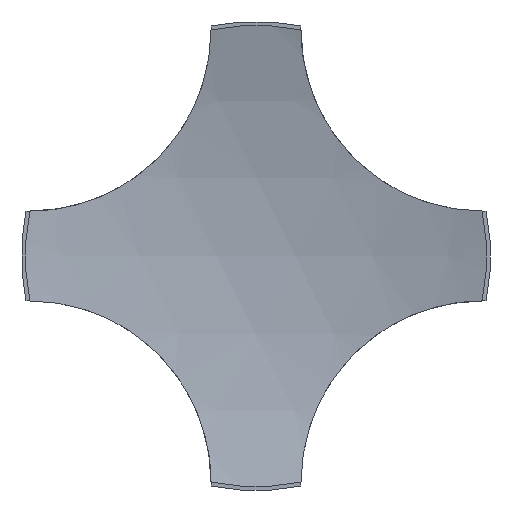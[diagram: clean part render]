
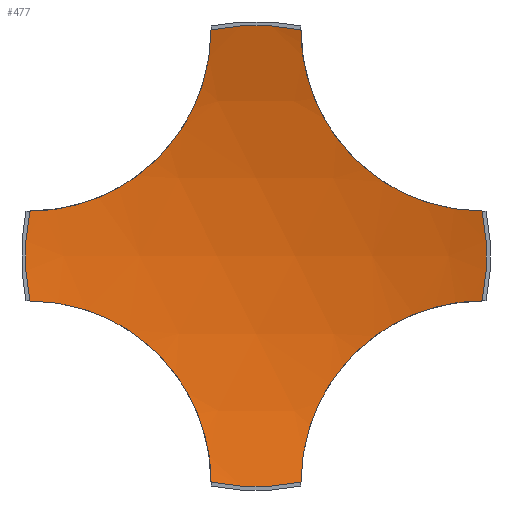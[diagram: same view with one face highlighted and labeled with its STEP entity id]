
A CAD part, front view. The second image highlights one B-rep face of the part: STEP entity #477.
In plain terms, the highlighted spherical face has radius 10.334 mm.
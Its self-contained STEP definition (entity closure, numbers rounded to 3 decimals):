
#15=B_SPLINE_CURVE_WITH_KNOTS('',3,(#795,#796,#797,#798,#799,#800,#801,
#802,#803,#804),.UNSPECIFIED.,.F.,.F.,(4,2,2,2,4),(0.,0.089,
0.178,0.267,0.355),.UNSPECIFIED.);
#16=B_SPLINE_CURVE_WITH_KNOTS('',3,(#805,#806,#807,#808,#809,#810,#811,
#812,#813,#814),.UNSPECIFIED.,.F.,.F.,(4,2,2,2,4),(0.,0.089,
0.178,0.267,0.355),.UNSPECIFIED.);
#17=B_SPLINE_CURVE_WITH_KNOTS('',3,(#815,#816,#817,#818,#819,#820,#821,
#822,#823,#824),.UNSPECIFIED.,.F.,.F.,(4,2,2,2,4),(0.,0.089,
0.178,0.267,0.355),.UNSPECIFIED.);
#18=B_SPLINE_CURVE_WITH_KNOTS('',3,(#825,#826,#827,#828,#829,#830,#831,
#832,#833,#834),.UNSPECIFIED.,.F.,.F.,(4,2,2,2,4),(0.,0.089,
0.178,0.267,0.355),.UNSPECIFIED.);
#23=SPHERICAL_SURFACE('',#537,10.334);
#61=FACE_OUTER_BOUND('',#91,.T.);
#91=EDGE_LOOP('',(#389,#390,#391,#392,#393,#394,#395,#396));
#184=CIRCLE('',#509,2.95);
#188=CIRCLE('',#518,2.95);
#192=CIRCLE('',#527,2.95);
#196=CIRCLE('',#536,2.95);
#205=VERTEX_POINT('',#704);
#207=VERTEX_POINT('',#710);
#213=VERTEX_POINT('',#729);
#215=VERTEX_POINT('',#735);
#221=VERTEX_POINT('',#754);
#223=VERTEX_POINT('',#760);
#229=VERTEX_POINT('',#779);
#231=VERTEX_POINT('',#785);
#252=EDGE_CURVE('',#205,#207,#184,.T.);
#264=EDGE_CURVE('',#213,#215,#188,.T.);
#276=EDGE_CURVE('',#221,#223,#192,.T.);
#288=EDGE_CURVE('',#229,#231,#196,.T.);
#289=EDGE_CURVE('',#213,#231,#15,.T.);
#290=EDGE_CURVE('',#229,#223,#16,.T.);
#291=EDGE_CURVE('',#221,#207,#17,.T.);
#292=EDGE_CURVE('',#205,#215,#18,.T.);
#389=ORIENTED_EDGE('',*,*,#289,.T.);
#390=ORIENTED_EDGE('',*,*,#288,.F.);
#391=ORIENTED_EDGE('',*,*,#290,.T.);
#392=ORIENTED_EDGE('',*,*,#276,.F.);
#393=ORIENTED_EDGE('',*,*,#291,.T.);
#394=ORIENTED_EDGE('',*,*,#252,.F.);
#395=ORIENTED_EDGE('',*,*,#292,.T.);
#396=ORIENTED_EDGE('',*,*,#264,.F.);
#477=ADVANCED_FACE('',(#61),#23,.F.);
#509=AXIS2_PLACEMENT_3D('',#718,#577,#578);
#518=AXIS2_PLACEMENT_3D('',#743,#603,#604);
#527=AXIS2_PLACEMENT_3D('',#768,#629,#630);
#536=AXIS2_PLACEMENT_3D('',#793,#655,#656);
#537=AXIS2_PLACEMENT_3D('',#794,#657,#658);
#577=DIRECTION('center_axis',(0.,1.,0.));
#578=DIRECTION('ref_axis',(1.,0.,0.));
#603=DIRECTION('center_axis',(0.,1.,0.));
#604=DIRECTION('ref_axis',(1.,0.,0.));
#629=DIRECTION('center_axis',(0.,1.,0.));
#630=DIRECTION('ref_axis',(1.,0.,0.));
#655=DIRECTION('center_axis',(0.,1.,0.));
#656=DIRECTION('ref_axis',(1.,0.,0.));
#657=DIRECTION('center_axis',(0.,0.,1.));
#658=DIRECTION('ref_axis',(1.,0.,0.));
#704=CARTESIAN_POINT('',(-0.575,0.,2.893));
#710=CARTESIAN_POINT('',(0.575,0.,2.893));
#718=CARTESIAN_POINT('Origin',(0.,0.,0.));
#729=CARTESIAN_POINT('',(-2.893,0.,-0.575));
#735=CARTESIAN_POINT('',(-2.893,0.,0.575));
#743=CARTESIAN_POINT('Origin',(0.,0.,0.));
#754=CARTESIAN_POINT('',(2.893,0.,0.575));
#760=CARTESIAN_POINT('',(2.893,0.,-0.575));
#768=CARTESIAN_POINT('Origin',(0.,0.,0.));
#779=CARTESIAN_POINT('',(0.575,0.,-2.893));
#785=CARTESIAN_POINT('',(-0.575,0.,-2.893));
#793=CARTESIAN_POINT('Origin',(0.,0.,0.));
#794=CARTESIAN_POINT('Origin',(0.,-9.904,0.));
#795=CARTESIAN_POINT('Ctrl Pts',(-2.893,0.,
-0.575));
#796=CARTESIAN_POINT('Ctrl Pts',(-2.609,0.083,-0.575));
#797=CARTESIAN_POINT('Ctrl Pts',(-2.301,0.156,-0.631));
#798=CARTESIAN_POINT('Ctrl Pts',(-1.728,0.253,-0.865));
#799=CARTESIAN_POINT('Ctrl Pts',(-1.463,0.277,-1.045));
#800=CARTESIAN_POINT('Ctrl Pts',(-1.045,0.277,-1.463));
#801=CARTESIAN_POINT('Ctrl Pts',(-0.865,0.253,-1.728));
#802=CARTESIAN_POINT('Ctrl Pts',(-0.631,0.156,-2.301));
#803=CARTESIAN_POINT('Ctrl Pts',(-0.575,0.083,-2.609));
#804=CARTESIAN_POINT('Ctrl Pts',(-0.575,0.,-2.893));
#805=CARTESIAN_POINT('Ctrl Pts',(0.575,0.,-2.893));
#806=CARTESIAN_POINT('Ctrl Pts',(0.575,0.083,-2.609));
#807=CARTESIAN_POINT('Ctrl Pts',(0.631,0.156,-2.301));
#808=CARTESIAN_POINT('Ctrl Pts',(0.865,0.253,-1.728));
#809=CARTESIAN_POINT('Ctrl Pts',(1.045,0.277,-1.463));
#810=CARTESIAN_POINT('Ctrl Pts',(1.463,0.277,-1.045));
#811=CARTESIAN_POINT('Ctrl Pts',(1.728,0.253,-0.865));
#812=CARTESIAN_POINT('Ctrl Pts',(2.301,0.156,-0.631));
#813=CARTESIAN_POINT('Ctrl Pts',(2.609,0.083,-0.575));
#814=CARTESIAN_POINT('Ctrl Pts',(2.893,0.,-0.575));
#815=CARTESIAN_POINT('Ctrl Pts',(2.893,0.,0.575));
#816=CARTESIAN_POINT('Ctrl Pts',(2.609,0.083,0.575));
#817=CARTESIAN_POINT('Ctrl Pts',(2.301,0.156,0.631));
#818=CARTESIAN_POINT('Ctrl Pts',(1.728,0.253,0.865));
#819=CARTESIAN_POINT('Ctrl Pts',(1.463,0.277,1.045));
#820=CARTESIAN_POINT('Ctrl Pts',(1.045,0.277,1.463));
#821=CARTESIAN_POINT('Ctrl Pts',(0.865,0.253,1.728));
#822=CARTESIAN_POINT('Ctrl Pts',(0.631,0.156,2.301));
#823=CARTESIAN_POINT('Ctrl Pts',(0.575,0.083,2.609));
#824=CARTESIAN_POINT('Ctrl Pts',(0.575,0.,2.893));
#825=CARTESIAN_POINT('Ctrl Pts',(-0.575,0.,
2.893));
#826=CARTESIAN_POINT('Ctrl Pts',(-0.575,0.083,2.609));
#827=CARTESIAN_POINT('Ctrl Pts',(-0.631,0.156,2.301));
#828=CARTESIAN_POINT('Ctrl Pts',(-0.865,0.253,1.728));
#829=CARTESIAN_POINT('Ctrl Pts',(-1.045,0.277,1.463));
#830=CARTESIAN_POINT('Ctrl Pts',(-1.463,0.277,1.045));
#831=CARTESIAN_POINT('Ctrl Pts',(-1.728,0.253,0.865));
#832=CARTESIAN_POINT('Ctrl Pts',(-2.301,0.156,0.631));
#833=CARTESIAN_POINT('Ctrl Pts',(-2.609,0.083,0.575));
#834=CARTESIAN_POINT('Ctrl Pts',(-2.893,0.,
0.575));
